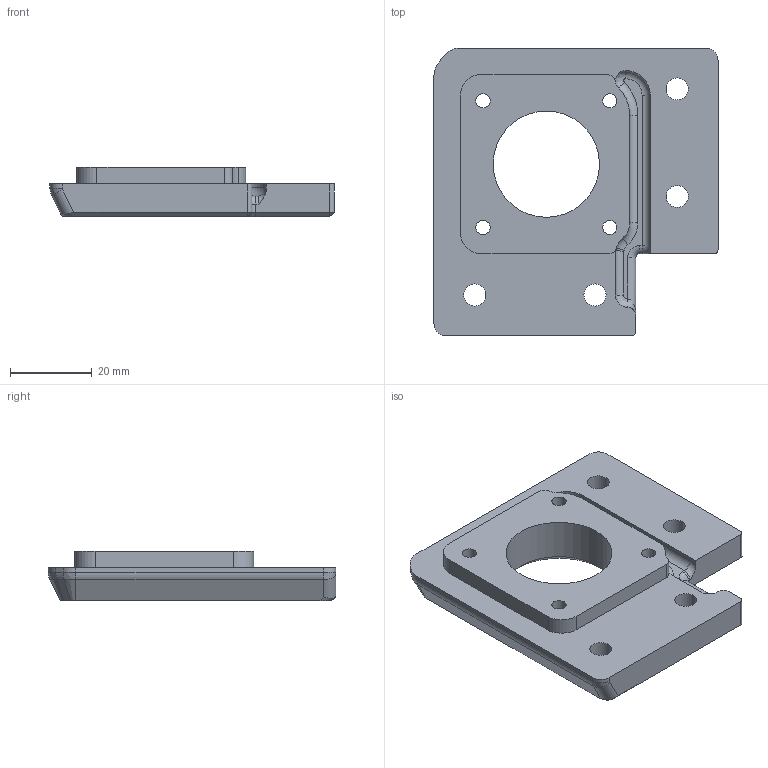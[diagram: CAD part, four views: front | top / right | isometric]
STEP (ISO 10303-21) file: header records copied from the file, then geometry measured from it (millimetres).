
FILE_DESCRIPTION(/* description */ (''),/* implementation_level */ '2;1');
FILE_NAME(/* name */ 'z_mount_left_camera.step',/* time_stamp */ '2022-05-21T20:03:43-07:00',/* author */ (''),/* organization */ (''),/* preprocessor_version */ 'ST-DEVELOPER v18.1',/* originating_system */ 'Autodesk Translation Framework v10.14.0.1471',/* authorisation */ '');
FILE_SCHEMA (('AUTOMOTIVE_DESIGN { 1 0 10303 214 3 1 1 }'));
Length unit declared in the file: millimetre
Products named in the file (2): _Z_mount_notch_v2; Z_Motor_Mount_Left
Assembly tree (1 placements, depth 2):
  _Z_mount_notch_v2
    Z_Motor_Mount_Left
Bounding box: 69.5 x 70.4 x 12 mm (x, y, z)
Volume: 31992.7 mm3; surface area: 12475.3 mm2
Topology: 1 solids, 1 shells, 222 faces, 560 edges, 340 vertices
Faces by surface type: plane 147, cylinder 47, cone 14, bspline 7, torus 7
Full cylindrical faces by diameter (mm): 3.5 x4, 5.4 x4, 6 x4, 10 x4, 26 x1
Entity records: 6712 total; most frequent: CARTESIAN_POINT 1229, DIRECTION 1173, ORIENTED_EDGE 1114, EDGE_CURVE 557, AXIS2_PLACEMENT_3D 400, LINE 373, VECTOR 373, VERTEX_POINT 340
